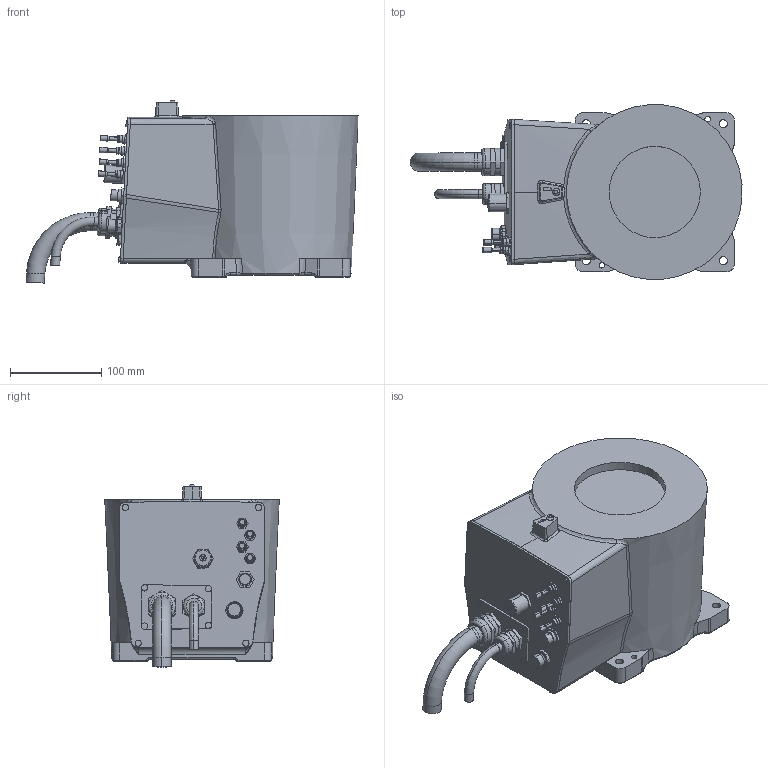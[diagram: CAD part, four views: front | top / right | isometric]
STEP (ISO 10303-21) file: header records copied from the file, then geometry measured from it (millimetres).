
FILE_DESCRIPTION (( 'STEP AP203' ), '1' );
FILE_NAME ('BASE_Default_sldprt.STEP', '2022-12-06T19:19:15', ( '' ), ( '' ), 'SwSTEP 2.0', 'SolidWorks 2022', '' );
FILE_SCHEMA (( 'CONFIG_CONTROL_DESIGN' ));
Length unit declared in the file: millimetre
Products named in the file (1): BASE_Default_sldprt
Bounding box: 363.79 x 191.26 x 199.63 mm (x, y, z)
Volume: 6636568.7 mm3; surface area: 245021.9 mm2
Topology: 1 solids, 7 shells, 643 faces, 1545 edges, 967 vertices
Faces by surface type: cylinder 251, plane 203, bspline 126, torus 35, cone 28
Entity records: 22303 total; most frequent: CARTESIAN_POINT 7955, ORIENTED_EDGE 3082, DIRECTION 2837, EDGE_CURVE 1541, AXIS2_PLACEMENT_3D 1117, VERTEX_POINT 967, EDGE_LOOP 722, ADVANCED_FACE 643
